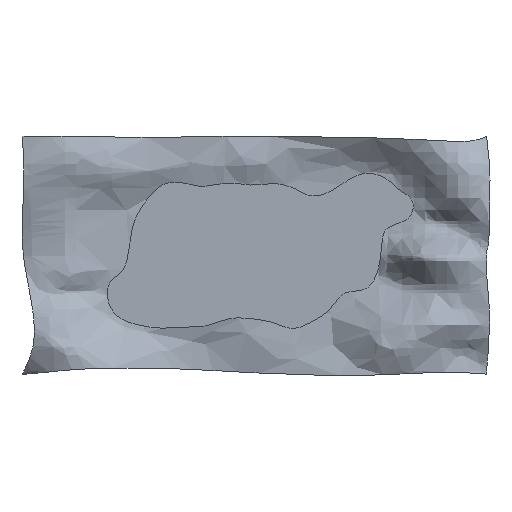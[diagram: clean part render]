
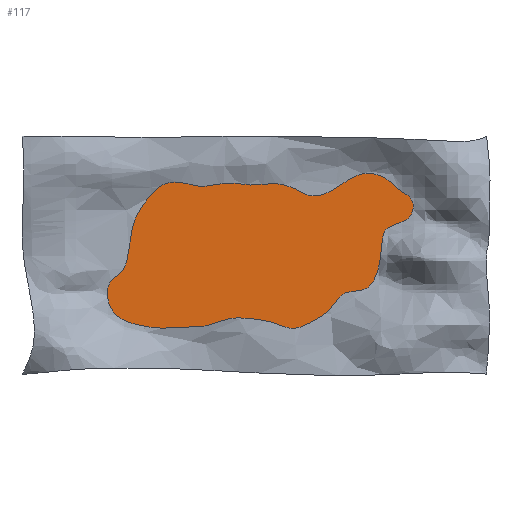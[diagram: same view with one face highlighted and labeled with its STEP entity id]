
A CAD part, front view. The second image highlights one B-rep face of the part: STEP entity #117.
In plain terms, the highlighted planar face has unit normal (0, -1, 0).
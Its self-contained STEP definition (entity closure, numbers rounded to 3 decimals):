
#117=ADVANCED_FACE('',(#167),#743,.T.);
#167=FACE_OUTER_BOUND('',#217,.T.);
#217=EDGE_LOOP('',(#275));
#275=ORIENTED_EDGE('',*,*,#478,.F.);
#478=EDGE_CURVE('',#671,#671,#581,.T.);
#581=B_SPLINE_CURVE_WITH_KNOTS('',3,(#1038,#1039,#1040,#1041,#1042,#1043,
#1044,#1045,#1046,#1047,#1048,#1049,#1050,#1051,#1052,#1053,#1054,#1055,
#1056,#1057,#1058,#1059,#1060,#1061,#1062,#1063,#1064,#1065,#1066,#1067,
#1068,#1069,#1070,#1071,#1072,#1073,#1074,#1075,#1076,#1077,#1078,#1079,
#1080),.UNSPECIFIED.,.T.,.F.,(4,1,1,1,1,1,1,1,1,1,1,1,1,1,1,1,1,1,1,1,1,
1,1,1,1,1,1,1,1,1,1,1,1,1,1,1,1,1,1,1,4),(0.,175.001,281.091,
452.711,579.326,729.875,816.583,886.488,
1022.125,1139.684,1224.457,1369.317,1515.166,
1603.014,1696.708,1790.755,1880.593,2092.669,
2258.856,2378.744,2498.631,2575.18,2738.752,
2920.448,3093.096,3256.87,3369.825,3461.128,
3565.537,3692.588,3768.412,3928.568,4050.649,
4164.286,4295.448,4420.658,4541.189,4667.804,
4791.235,4877.942,4991.19),.UNSPECIFIED.);
#671=VERTEX_POINT('',#992);
#743=PLANE('',#807);
#807=AXIS2_PLACEMENT_3D('',#904,#855,$);
#855=DIRECTION('',(0.,-1.,0.));
#904=CARTESIAN_POINT('',(1793.871,181.049,940.879));
#992=CARTESIAN_POINT('',(1762.036,181.049,751.611));
#1038=CARTESIAN_POINT('',(1762.036,181.049,751.611));
#1039=CARTESIAN_POINT('',(1737.505,181.049,721.41));
#1040=CARTESIAN_POINT('',(1648.859,181.049,721.116));
#1041=CARTESIAN_POINT('',(1644.765,181.049,609.84));
#1042=CARTESIAN_POINT('',(1633.82,181.049,532.164));
#1043=CARTESIAN_POINT('',(1589.735,181.049,428.628));
#1044=CARTESIAN_POINT('',(1485.163,181.049,447.141));
#1045=CARTESIAN_POINT('',(1448.246,181.049,385.41));
#1046=CARTESIAN_POINT('',(1403.883,181.049,339.645));
#1047=CARTESIAN_POINT('',(1342.826,181.049,303.918));
#1048=CARTESIAN_POINT('',(1266.935,181.049,270.818));
#1049=CARTESIAN_POINT('',(1194.583,181.049,308.682));
#1050=CARTESIAN_POINT('',(1112.005,181.049,321.762));
#1051=CARTESIAN_POINT('',(1025.309,181.049,330.464));
#1052=CARTESIAN_POINT('',(954.601,181.049,309.475));
#1053=CARTESIAN_POINT('',(896.623,181.049,285.024));
#1054=CARTESIAN_POINT('',(833.005,181.049,294.058));
#1055=CARTESIAN_POINT('',(744.918,181.049,278.307));
#1056=CARTESIAN_POINT('',(640.259,181.049,286.207));
#1057=CARTESIAN_POINT('',(526.001,181.049,322.749));
#1058=CARTESIAN_POINT('',(485.077,181.049,405.969));
#1059=CARTESIAN_POINT('',(494.492,181.049,482.126));
#1060=CARTESIAN_POINT('',(569.155,181.049,523.74));
#1061=CARTESIAN_POINT('',(583.162,181.049,621.81));
#1062=CARTESIAN_POINT('',(595.093,181.049,731.004));
#1063=CARTESIAN_POINT('',(655.397,181.049,826.036));
#1064=CARTESIAN_POINT('',(731.501,181.049,903.74));
#1065=CARTESIAN_POINT('',(819.224,181.049,893.224));
#1066=CARTESIAN_POINT('',(885.658,181.049,871.521));
#1067=CARTESIAN_POINT('',(958.022,181.049,890.647));
#1068=CARTESIAN_POINT('',(1027.4,181.049,893.855));
#1069=CARTESIAN_POINT('',(1108.076,181.049,877.756));
#1070=CARTESIAN_POINT('',(1189.281,181.049,898.904));
#1071=CARTESIAN_POINT('',(1276.457,181.049,873.94));
#1072=CARTESIAN_POINT('',(1347.478,181.049,825.144));
#1073=CARTESIAN_POINT('',(1435.527,181.049,855.938));
#1074=CARTESIAN_POINT('',(1497.975,181.049,907.194));
#1075=CARTESIAN_POINT('',(1578.051,181.049,942.228));
#1076=CARTESIAN_POINT('',(1665.976,181.049,917.936));
#1077=CARTESIAN_POINT('',(1713.332,181.049,861.597));
#1078=CARTESIAN_POINT('',(1783.274,181.049,827.858));
#1079=CARTESIAN_POINT('',(1777.912,181.049,771.155));
#1080=CARTESIAN_POINT('',(1762.036,181.049,751.611));
